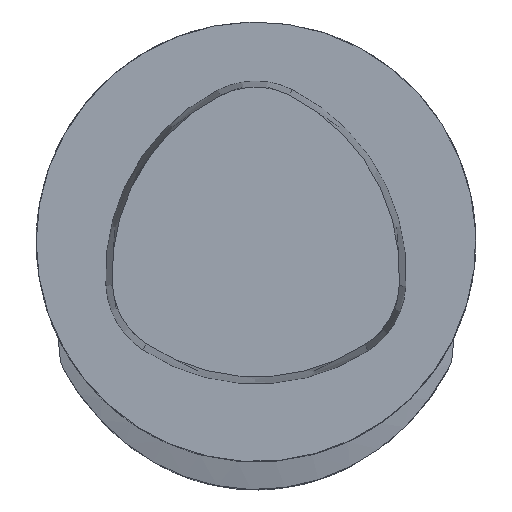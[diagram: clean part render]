
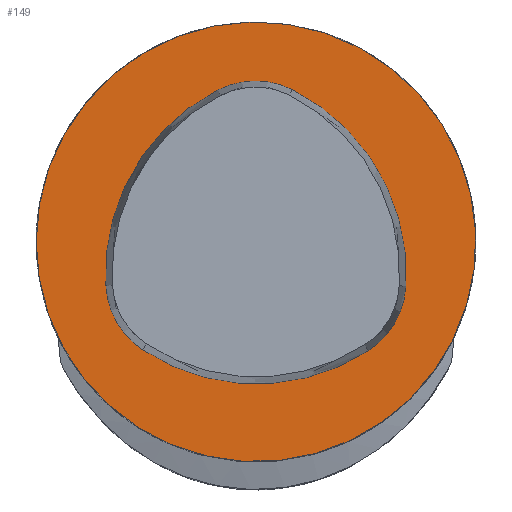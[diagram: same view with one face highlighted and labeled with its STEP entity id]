
A CAD part, top view. The second image highlights one B-rep face of the part: STEP entity #149.
In plain terms, the highlighted planar face has unit normal (0, 0, 1).
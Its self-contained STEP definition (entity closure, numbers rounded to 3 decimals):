
#85=CIRCLE('',#966,16.);
#149=ADVANCED_FACE('',(#233),#198,.T.);
#198=PLANE('',#973);
#233=FACE_OUTER_BOUND('',#290,.T.);
#290=EDGE_LOOP('',(#403));
#403=ORIENTED_EDGE('',*,*,#714,.F.);
#626=VERTEX_POINT('',#1465);
#714=EDGE_CURVE('',#626,#626,#85,.T.);
#966=AXIS2_PLACEMENT_3D('',#1464,#1115,#1116);
#973=AXIS2_PLACEMENT_3D('',#1492,#1133,#1134);
#1115=DIRECTION('',(0.,0.,-1.));
#1116=DIRECTION('',(-1.,0.,0.));
#1133=DIRECTION('',(0.,0.,1.));
#1134=DIRECTION('',(1.,0.,0.));
#1464=CARTESIAN_POINT('',(0.,0.,0.));
#1465=CARTESIAN_POINT('',(-16.,0.,0.));
#1492=CARTESIAN_POINT('',(0.,0.,0.));
